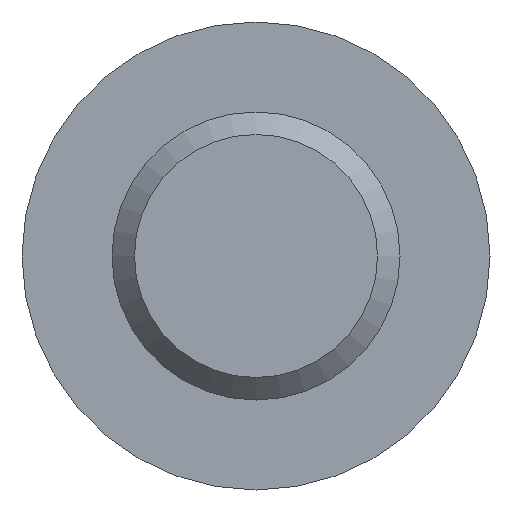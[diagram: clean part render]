
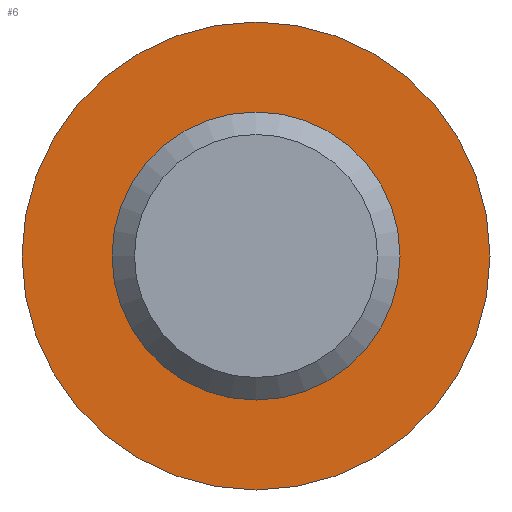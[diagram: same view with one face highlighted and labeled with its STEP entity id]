
A CAD part, front view. The second image highlights one B-rep face of the part: STEP entity #6.
In plain terms, the highlighted planar face has unit normal (0, -1, 0).
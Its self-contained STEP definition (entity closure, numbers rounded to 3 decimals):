
#6 = ADVANCED_FACE ( 'NONE', ( #135, #214 ), #298, .F. ) ;
#15 = ORIENTED_EDGE ( 'NONE', *, *, #492, .T. ) ;
#30 = CIRCLE ( 'NONE', #482, 6.5 ) ;
#59 = DIRECTION ( 'NONE',  ( 0., 0., 1. ) ) ;
#65 = EDGE_LOOP ( 'NONE', ( #341 ) ) ;
#68 = EDGE_LOOP ( 'NONE', ( #15 ) ) ;
#69 = DIRECTION ( 'NONE',  ( 0., -1., 0. ) ) ;
#76 = CARTESIAN_POINT ( 'NONE',  ( 0., 14., -6.5 ) ) ;
#82 = CARTESIAN_POINT ( 'NONE',  ( 0., 14., -4. ) ) ;
#106 = DIRECTION ( 'NONE',  ( 0., 0., -1. ) ) ;
#126 = AXIS2_PLACEMENT_3D ( 'NONE', #258, #430, #59 ) ;
#135 = FACE_BOUND ( 'NONE', #65, .T. ) ;
#145 = VERTEX_POINT ( 'NONE', #82 ) ;
#173 = DIRECTION ( 'NONE',  ( 0., -1., 0. ) ) ;
#209 = CARTESIAN_POINT ( 'NONE',  ( 0., 14., 0. ) ) ;
#214 = FACE_OUTER_BOUND ( 'NONE', #68, .T. ) ;
#258 = CARTESIAN_POINT ( 'NONE',  ( -4., 14., 0. ) ) ;
#290 = AXIS2_PLACEMENT_3D ( 'NONE', #209, #173, #301 ) ;
#298 = PLANE ( 'NONE',  #126 ) ;
#301 = DIRECTION ( 'NONE',  ( 0., 0., -1. ) ) ;
#341 = ORIENTED_EDGE ( 'NONE', *, *, #406, .F. ) ;
#389 = CIRCLE ( 'NONE', #290, 4. ) ;
#406 = EDGE_CURVE ( 'NONE', #145, #145, #389, .T. ) ;
#430 = DIRECTION ( 'NONE',  ( 0., 1., 0. ) ) ;
#479 = CARTESIAN_POINT ( 'NONE',  ( 0., 14., 0. ) ) ;
#482 = AXIS2_PLACEMENT_3D ( 'NONE', #479, #69, #106 ) ;
#489 = VERTEX_POINT ( 'NONE', #76 ) ;
#492 = EDGE_CURVE ( 'NONE', #489, #489, #30, .T. ) ;
